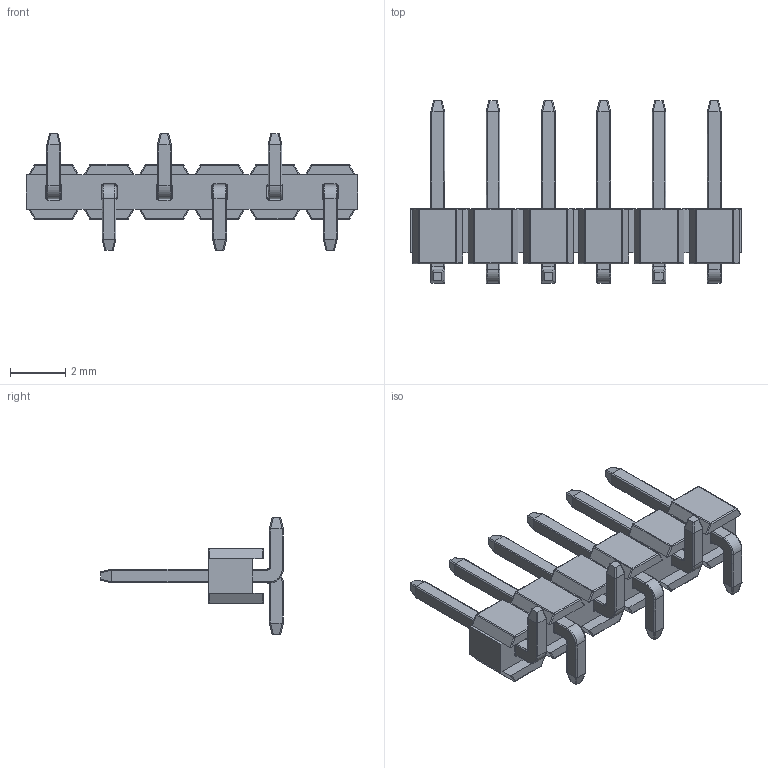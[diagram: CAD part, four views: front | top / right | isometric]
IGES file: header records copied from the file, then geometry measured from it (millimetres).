
Start section: SolidWorks IGES file using analytic representation for surfaces
Global section: file name: 2PH1-06-UA-SMT-B.IGS; native system: SolidWorks 2014; preprocessor: SolidWorks 2014; author: keith_wheeler; date: 190410.144815; units: millimetre
Bounding box: 12 x 6.6 x 4.2 mm (x, y, z)
Surface area: 226.9 mm2 (no closed solid volume)
Topology: 0 solids, 0 shells, 670 faces, 3748 edges, 3700 vertices
Faces by surface type: revolution 364, bspline 306
